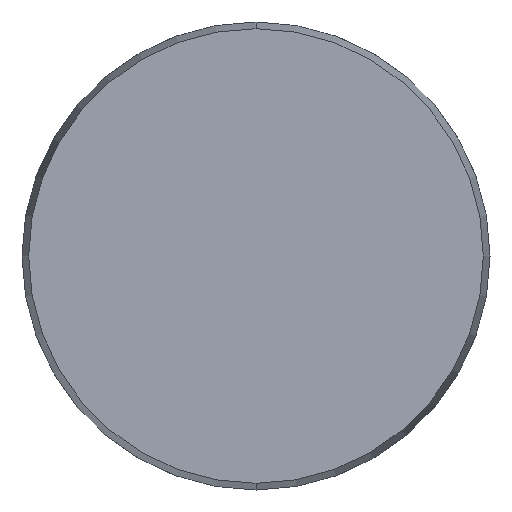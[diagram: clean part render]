
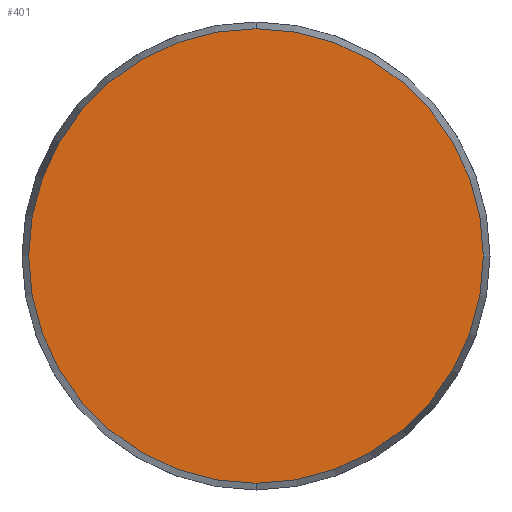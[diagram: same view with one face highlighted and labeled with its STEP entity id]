
A CAD part, front view. The second image highlights one B-rep face of the part: STEP entity #401.
In plain terms, the highlighted planar face has unit normal (0, -1, 0).
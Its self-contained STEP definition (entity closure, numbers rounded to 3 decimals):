
#51 = DIRECTION ( 'NONE',  ( 0., -1., 0. ) ) ;
#67 = DIRECTION ( 'NONE',  ( 0., 0., -1. ) ) ;
#116 = CARTESIAN_POINT ( 'NONE',  ( 0., 0., -29.143 ) ) ;
#146 = VERTEX_POINT ( 'NONE', #1025 ) ;
#206 = VERTEX_POINT ( 'NONE', #116 ) ;
#245 = PLANE ( 'NONE',  #577 ) ;
#256 = FACE_OUTER_BOUND ( 'NONE', #879, .T. ) ;
#267 = CARTESIAN_POINT ( 'NONE',  ( -29.143, 0., 0. ) ) ;
#302 = CARTESIAN_POINT ( 'NONE',  ( 0., 0., 0. ) ) ;
#321 = CIRCLE ( 'NONE', #975, 29.143 ) ;
#371 = EDGE_CURVE ( 'NONE', #146, #206, #321, .T. ) ;
#374 = CIRCLE ( 'NONE', #955, 29.143 ) ;
#399 = ORIENTED_EDGE ( 'NONE', *, *, #592, .T. ) ;
#401 = ADVANCED_FACE ( 'NONE', ( #256 ), #245, .F. ) ;
#415 = CARTESIAN_POINT ( 'NONE',  ( 0., 0., 0. ) ) ;
#430 = DIRECTION ( 'NONE',  ( 0., 0., 1. ) ) ;
#577 = AXIS2_PLACEMENT_3D ( 'NONE', #267, #645, #430 ) ;
#588 = ORIENTED_EDGE ( 'NONE', *, *, #371, .T. ) ;
#592 = EDGE_CURVE ( 'NONE', #206, #146, #374, .T. ) ;
#645 = DIRECTION ( 'NONE',  ( 0., 1., 0. ) ) ;
#725 = DIRECTION ( 'NONE',  ( 0., -1., 0. ) ) ;
#818 = DIRECTION ( 'NONE',  ( 0., 0., -1. ) ) ;
#879 = EDGE_LOOP ( 'NONE', ( #588, #399 ) ) ;
#955 = AXIS2_PLACEMENT_3D ( 'NONE', #302, #51, #67 ) ;
#975 = AXIS2_PLACEMENT_3D ( 'NONE', #415, #725, #818 ) ;
#1025 = CARTESIAN_POINT ( 'NONE',  ( 0., 0., 29.143 ) ) ;
